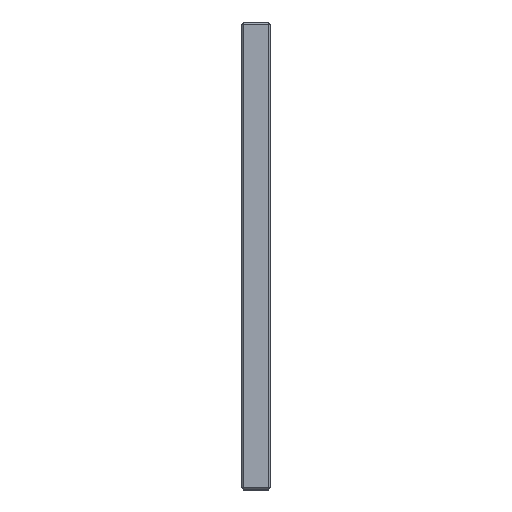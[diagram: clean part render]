
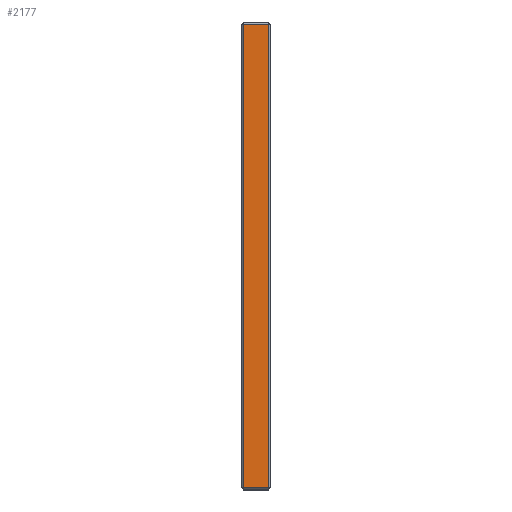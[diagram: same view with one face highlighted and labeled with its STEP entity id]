
A CAD part, left-side view. The second image highlights one B-rep face of the part: STEP entity #2177.
In plain terms, the highlighted planar face has unit normal (-1, 0, 0).
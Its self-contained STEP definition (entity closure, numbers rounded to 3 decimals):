
#1869 = CARTESIAN_POINT ( 'NONE',  ( -150., 11.7, 99. ) ) ;
#1870 = CARTESIAN_POINT ( 'NONE',  ( -150., 11.7, -99. ) ) ;
#1871 = CARTESIAN_POINT ( 'NONE',  ( -150., 1., -99. ) ) ;
#1872 = CARTESIAN_POINT ( 'NONE',  ( -150., 1., 99. ) ) ;
#2177 = ADVANCED_FACE ( 'NONE', ( #3053 ), #3295, .F. ) ;
#2246 = EDGE_CURVE ( 'NONE', #6273, #6270, #3508, .T. ) ;
#2247 = EDGE_CURVE ( 'NONE', #6272, #6273, #3511, .T. ) ;
#2248 = EDGE_CURVE ( 'NONE', #6270, #6271, #3514, .T. ) ;
#2249 = EDGE_CURVE ( 'NONE', #6271, #6272, #3517, .T. ) ;
#3053 = FACE_OUTER_BOUND ( 'NONE', #5100, .T. ) ;
#3058 = AXIS2_PLACEMENT_3D ( 'NONE', #3296, #3297, #3298 ) ;
#3190 = VECTOR ( 'NONE', #3516, 1000. ) ;
#3197 = VECTOR ( 'NONE', #3513, 1000. ) ;
#3203 = VECTOR ( 'NONE', #3510, 1000. ) ;
#3259 = VECTOR ( 'NONE', #3519, 1000. ) ;
#3295 = PLANE ( 'NONE',  #3058 ) ;
#3296 = CARTESIAN_POINT ( 'NONE',  ( -150., 12.7, -100. ) ) ;
#3297 = DIRECTION ( 'NONE',  ( 1., 0., 0. ) ) ;
#3298 = DIRECTION ( 'NONE',  ( 0., 0., -1. ) ) ;
#3508 = LINE ( 'NONE', #3509, #3203 ) ;
#3509 = CARTESIAN_POINT ( 'NONE',  ( -150., 12.7, 99. ) ) ;
#3510 = DIRECTION ( 'NONE',  ( 0., 1., 0. ) ) ;
#3511 = LINE ( 'NONE', #3512, #3197 ) ;
#3512 = CARTESIAN_POINT ( 'NONE',  ( -150., 1., 100. ) ) ;
#3513 = DIRECTION ( 'NONE',  ( 0., 0., 1. ) ) ;
#3514 = LINE ( 'NONE', #3515, #3190 ) ;
#3515 = CARTESIAN_POINT ( 'NONE',  ( -150., 11.7, -100. ) ) ;
#3516 = DIRECTION ( 'NONE',  ( 0., 0., -1. ) ) ;
#3517 = LINE ( 'NONE', #3518, #3259 ) ;
#3518 = CARTESIAN_POINT ( 'NONE',  ( -150., 12.7, -99. ) ) ;
#3519 = DIRECTION ( 'NONE',  ( 0., -1., 0. ) ) ;
#5100 = EDGE_LOOP ( 'NONE', ( #5391, #5389, #5390, #5388 ) ) ;
#5388 = ORIENTED_EDGE ( 'NONE', *, *, #2246, .T. ) ;
#5389 = ORIENTED_EDGE ( 'NONE', *, *, #2249, .T. ) ;
#5390 = ORIENTED_EDGE ( 'NONE', *, *, #2247, .T. ) ;
#5391 = ORIENTED_EDGE ( 'NONE', *, *, #2248, .T. ) ;
#6270 = VERTEX_POINT ( 'NONE', #1869 ) ;
#6271 = VERTEX_POINT ( 'NONE', #1870 ) ;
#6272 = VERTEX_POINT ( 'NONE', #1871 ) ;
#6273 = VERTEX_POINT ( 'NONE', #1872 ) ;
